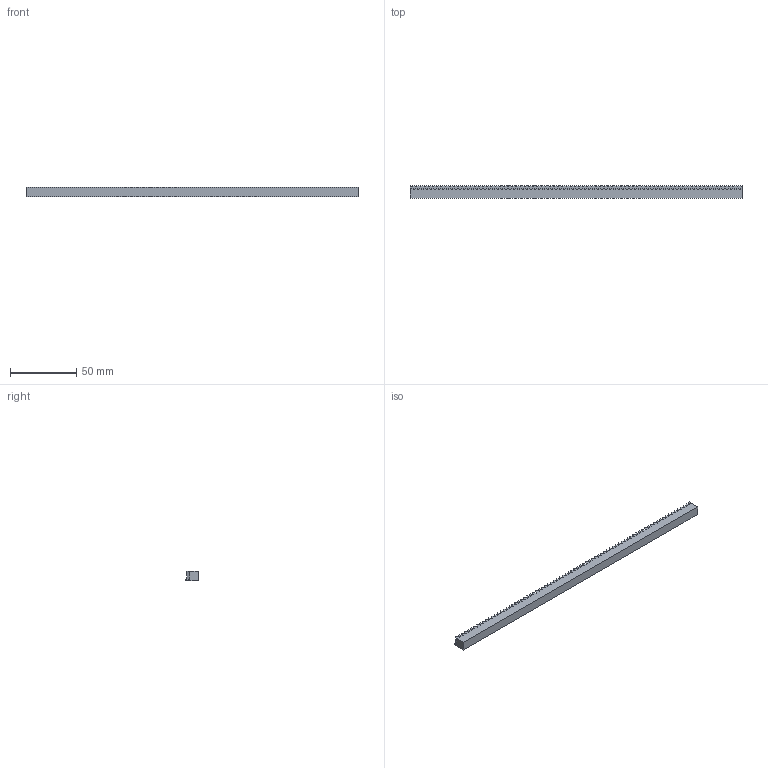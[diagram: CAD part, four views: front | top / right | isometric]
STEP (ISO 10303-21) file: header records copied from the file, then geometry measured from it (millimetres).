
FILE_DESCRIPTION (( 'STEP AP214' ), '1' );
FILE_NAME ('Rack1.STEP', '2024-05-04T10:05:49', ( '' ), ( '' ), 'SwSTEP 2.0', 'SolidWorks 2023', '' );
FILE_SCHEMA (( 'AUTOMOTIVE_DESIGN' ));
Length unit declared in the file: millimetre
Products named in the file (1): Rack1
Bounding box: 250 x 9.75 x 7 mm (x, y, z)
Volume: 13944.6 mm3; surface area: 10152 mm2
Topology: 1 solids, 1 shells, 331 faces, 984 edges, 656 vertices
Faces by surface type: plane 331
Entity records: 10881 total; most frequent: CARTESIAN_POINT 1972, ORIENTED_EDGE 1968, DIRECTION 1648, EDGE_CURVE 984, LINE 984, VECTOR 984, VERTEX_POINT 656, AXIS2_PLACEMENT_3D 332
